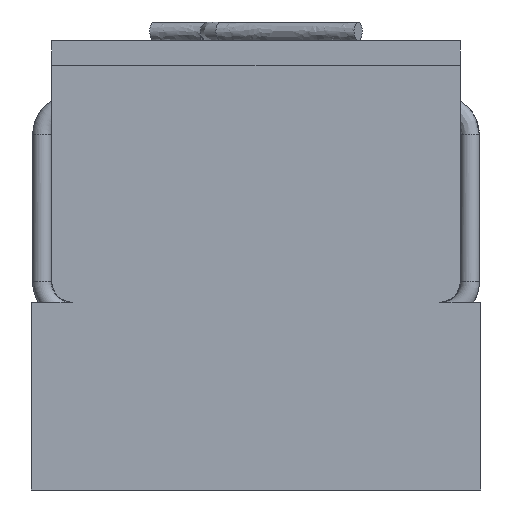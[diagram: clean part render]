
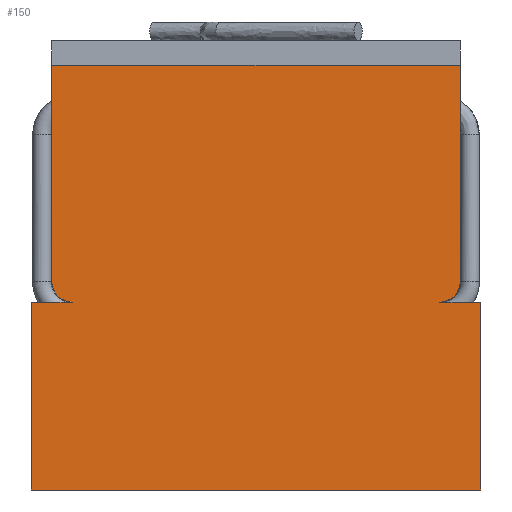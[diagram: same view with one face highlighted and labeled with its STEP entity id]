
A CAD part, front view. The second image highlights one B-rep face of the part: STEP entity #150.
In plain terms, the highlighted planar face has unit normal (0, -1, 0).
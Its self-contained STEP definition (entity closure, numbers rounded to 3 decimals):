
#150 = ADVANCED_FACE( '', ( #276 ), #277, .F. );
#276 = FACE_OUTER_BOUND( '', #552, .T. );
#277 = PLANE( '', #553 );
#552 = EDGE_LOOP( '', ( #1872, #1873, #1874, #1875, #1876, #1877, #1878, #1879, #1880, #1881 ) );
#553 = AXIS2_PLACEMENT_3D( '', #1882, #1883, #1884 );
#1872 = ORIENTED_EDGE( '', *, *, #2332, .T. );
#1873 = ORIENTED_EDGE( '', *, *, #2333, .F. );
#1874 = ORIENTED_EDGE( '', *, *, #2334, .F. );
#1875 = ORIENTED_EDGE( '', *, *, #2328, .T. );
#1876 = ORIENTED_EDGE( '', *, *, #2335, .F. );
#1877 = ORIENTED_EDGE( '', *, *, #2336, .F. );
#1878 = ORIENTED_EDGE( '', *, *, #2337, .T. );
#1879 = ORIENTED_EDGE( '', *, *, #2338, .F. );
#1880 = ORIENTED_EDGE( '', *, *, #2339, .F. );
#1881 = ORIENTED_EDGE( '', *, *, #2340, .T. );
#1882 = CARTESIAN_POINT( '', ( -0.25, -0.5, 0.23 ) );
#1883 = DIRECTION( '', ( 0., 1., 0. ) );
#1884 = DIRECTION( '', ( 0., 0., 1. ) );
#2328 = EDGE_CURVE( '', #2483, #2484, #2485, .T. );
#2332 = EDGE_CURVE( '', #2491, #2492, #2493, .F. );
#2333 = EDGE_CURVE( '', #2494, #2492, #2495, .T. );
#2334 = EDGE_CURVE( '', #2483, #2494, #2496, .T. );
#2335 = EDGE_CURVE( '', #2497, #2484, #2498, .T. );
#2336 = EDGE_CURVE( '', #2499, #2497, #2500, .T. );
#2337 = EDGE_CURVE( '', #2499, #2501, #2502, .F. );
#2338 = EDGE_CURVE( '', #2503, #2501, #2504, .T. );
#2339 = EDGE_CURVE( '', #2505, #2503, #2506, .T. );
#2340 = EDGE_CURVE( '', #2505, #2491, #2507, .T. );
#2483 = VERTEX_POINT( '', #2725 );
#2484 = VERTEX_POINT( '', #2726 );
#2485 = LINE( '', #2727, #2728 );
#2491 = VERTEX_POINT( '', #2737 );
#2492 = VERTEX_POINT( '', #2738 );
#2493 = CIRCLE( '', #2739, 0.025 );
#2494 = VERTEX_POINT( '', #2740 );
#2495 = LINE( '', #2741, #2742 );
#2496 = LINE( '', #2743, #2744 );
#2497 = VERTEX_POINT( '', #2745 );
#2498 = LINE( '', #2746, #2747 );
#2499 = VERTEX_POINT( '', #2748 );
#2500 = LINE( '', #2749, #2750 );
#2501 = VERTEX_POINT( '', #2751 );
#2502 = CIRCLE( '', #2752, 0.025 );
#2503 = VERTEX_POINT( '', #2753 );
#2504 = LINE( '', #2754, #2755 );
#2505 = VERTEX_POINT( '', #2756 );
#2506 = LINE( '', #2757, #2758 );
#2507 = LINE( '', #2759, #2760 );
#2725 = CARTESIAN_POINT( '', ( -0.275, -0.5, -0.23 ) );
#2726 = CARTESIAN_POINT( '', ( 0.275, -0.5, -0.23 ) );
#2727 = CARTESIAN_POINT( '', ( -0.25, -0.5, -0.23 ) );
#2728 = VECTOR( '', #3679, 1000. );
#2737 = CARTESIAN_POINT( '', ( -0.25, -0.5, 0.025 ) );
#2738 = CARTESIAN_POINT( '', ( -0.225, -0.5, 0. ) );
#2739 = AXIS2_PLACEMENT_3D( '', #3683, #3684, #3685 );
#2740 = CARTESIAN_POINT( '', ( -0.275, -0.5, 0. ) );
#2741 = CARTESIAN_POINT( '', ( -0.25, -0.5, 0. ) );
#2742 = VECTOR( '', #3686, 1000. );
#2743 = CARTESIAN_POINT( '', ( -0.275, -0.5, -0.23 ) );
#2744 = VECTOR( '', #3687, 1000. );
#2745 = CARTESIAN_POINT( '', ( 0.275, -0.5, 0. ) );
#2746 = CARTESIAN_POINT( '', ( 0.275, -0.5, 0. ) );
#2747 = VECTOR( '', #3688, 1000. );
#2748 = CARTESIAN_POINT( '', ( 0.225, -0.5, 0. ) );
#2749 = CARTESIAN_POINT( '', ( -0.25, -0.5, 0. ) );
#2750 = VECTOR( '', #3689, 1000. );
#2751 = CARTESIAN_POINT( '', ( 0.25, -0.5, 0.025 ) );
#2752 = AXIS2_PLACEMENT_3D( '', #3690, #3691, #3692 );
#2753 = CARTESIAN_POINT( '', ( 0.25, -0.5, 0.29 ) );
#2754 = CARTESIAN_POINT( '', ( 0.25, -0.5, 0.23 ) );
#2755 = VECTOR( '', #3693, 1000. );
#2756 = CARTESIAN_POINT( '', ( -0.25, -0.5, 0.29 ) );
#2757 = CARTESIAN_POINT( '', ( -0.25, -0.5, 0.29 ) );
#2758 = VECTOR( '', #3694, 1000. );
#2759 = CARTESIAN_POINT( '', ( -0.25, -0.5, 0.23 ) );
#2760 = VECTOR( '', #3695, 1000. );
#3679 = DIRECTION( '', ( 1., 0., 0. ) );
#3683 = CARTESIAN_POINT( '', ( -0.225, -0.5, 0.025 ) );
#3684 = DIRECTION( '', ( 0., 1., 0. ) );
#3685 = DIRECTION( '', ( 0., 0., 1. ) );
#3686 = DIRECTION( '', ( 1., 0., 0. ) );
#3687 = DIRECTION( '', ( 0., 0., 1. ) );
#3688 = DIRECTION( '', ( 0., 0., -1. ) );
#3689 = DIRECTION( '', ( 1., 0., 0. ) );
#3690 = CARTESIAN_POINT( '', ( 0.225, -0.5, 0.025 ) );
#3691 = DIRECTION( '', ( 0., 1., 0. ) );
#3692 = DIRECTION( '', ( 0., 0., 1. ) );
#3693 = DIRECTION( '', ( 0., 0., -1. ) );
#3694 = DIRECTION( '', ( 1., 0., 0. ) );
#3695 = DIRECTION( '', ( 0., 0., -1. ) );
